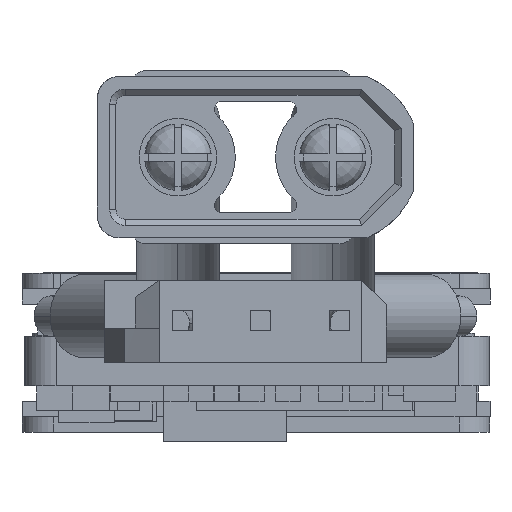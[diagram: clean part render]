
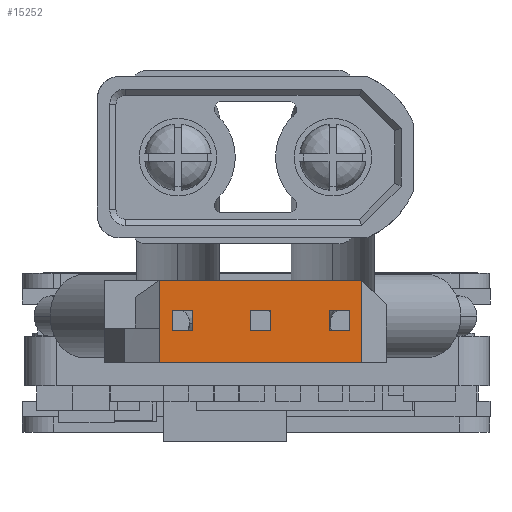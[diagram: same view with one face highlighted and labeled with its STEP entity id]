
A CAD part, front view. The second image highlights one B-rep face of the part: STEP entity #15252.
In plain terms, the highlighted face is planar.
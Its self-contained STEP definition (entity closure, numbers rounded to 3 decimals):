
#14272=DIRECTION('',(0.,-1.,0.));
#14273=VECTOR('',#14272,6.51);
#14274=CARTESIAN_POINT('',(2.65,8.31,14.));
#14275=LINE('',#14274,#14273);
#14368=DIRECTION('',(0.,-1.,0.));
#14369=VECTOR('',#14368,6.51);
#14370=CARTESIAN_POINT('',(0.,8.31,14.));
#14371=LINE('',#14370,#14369);
#14376=DIRECTION('',(-1.,0.,0.));
#14377=VECTOR('',#14376,1.1);
#14378=CARTESIAN_POINT('',(2.65,1.8,14.));
#14379=LINE('',#14378,#14377);
#14436=DIRECTION('',(-1.,0.,0.));
#14437=VECTOR('',#14436,1.55);
#14438=CARTESIAN_POINT('',(1.55,1.8,14.));
#14439=LINE('',#14438,#14437);
#14468=DIRECTION('',(1.,0.,0.));
#14469=VECTOR('',#14468,2.65);
#14470=CARTESIAN_POINT('',(0.,8.31,14.));
#14471=LINE('',#14470,#14469);
#14484=DIRECTION('',(0.,-1.,0.));
#14485=VECTOR('',#14484,0.65);
#14486=CARTESIAN_POINT('',(0.97,2.84,14.));
#14487=LINE('',#14486,#14485);
#14504=DIRECTION('',(-1.,0.,0.));
#14505=VECTOR('',#14504,0.65);
#14506=CARTESIAN_POINT('',(1.62,2.84,14.));
#14507=LINE('',#14506,#14505);
#14516=DIRECTION('',(0.,1.,0.));
#14517=VECTOR('',#14516,0.65);
#14518=CARTESIAN_POINT('',(1.62,2.19,14.));
#14519=LINE('',#14518,#14517);
#14528=DIRECTION('',(1.,0.,0.));
#14529=VECTOR('',#14528,0.65);
#14530=CARTESIAN_POINT('',(0.97,2.19,14.));
#14531=LINE('',#14530,#14529);
#14620=DIRECTION('',(1.,0.,0.));
#14621=VECTOR('',#14620,0.65);
#14622=CARTESIAN_POINT('',(0.97,4.73,14.));
#14623=LINE('',#14622,#14621);
#14644=DIRECTION('',(0.,1.,0.));
#14645=VECTOR('',#14644,0.65);
#14646=CARTESIAN_POINT('',(1.62,4.73,14.));
#14647=LINE('',#14646,#14645);
#14656=DIRECTION('',(-1.,0.,0.));
#14657=VECTOR('',#14656,0.65);
#14658=CARTESIAN_POINT('',(1.62,5.38,14.));
#14659=LINE('',#14658,#14657);
#14672=DIRECTION('',(1.,0.,0.));
#14673=VECTOR('',#14672,0.65);
#14674=CARTESIAN_POINT('',(0.97,7.27,14.));
#14675=LINE('',#14674,#14673);
#14688=DIRECTION('',(0.,1.,0.));
#14689=VECTOR('',#14688,0.65);
#14690=CARTESIAN_POINT('',(1.62,7.27,14.));
#14691=LINE('',#14690,#14689);
#14716=DIRECTION('',(-1.,0.,0.));
#14717=VECTOR('',#14716,0.65);
#14718=CARTESIAN_POINT('',(1.62,7.92,14.));
#14719=LINE('',#14718,#14717);
#14856=DIRECTION('',(0.,-1.,0.));
#14857=VECTOR('',#14856,0.65);
#14858=CARTESIAN_POINT('',(0.97,7.92,14.));
#14859=LINE('',#14858,#14857);
#14864=DIRECTION('',(0.,-1.,0.));
#14865=VECTOR('',#14864,0.65);
#14866=CARTESIAN_POINT('',(0.97,5.38,14.));
#14867=LINE('',#14866,#14865);
#14913=CARTESIAN_POINT('',(0.97,2.19,14.));
#14914=CARTESIAN_POINT('',(1.62,2.19,14.));
#14915=VERTEX_POINT('',#14913);
#14916=VERTEX_POINT('',#14914);
#14934=CARTESIAN_POINT('',(0.97,4.73,14.));
#14936=VERTEX_POINT('',#14934);
#15007=CARTESIAN_POINT('',(1.62,2.84,14.));
#15008=CARTESIAN_POINT('',(0.97,2.84,14.));
#15009=VERTEX_POINT('',#15007);
#15010=VERTEX_POINT('',#15008);
#15055=CARTESIAN_POINT('',(1.55,1.8,14.));
#15056=VERTEX_POINT('',#15055);
#15057=CARTESIAN_POINT('',(1.62,7.92,14.));
#15058=CARTESIAN_POINT('',(0.97,7.92,14.));
#15059=VERTEX_POINT('',#15057);
#15060=VERTEX_POINT('',#15058);
#15075=CARTESIAN_POINT('',(1.62,4.73,14.));
#15076=VERTEX_POINT('',#15075);
#15078=CARTESIAN_POINT('',(0.,8.31,14.));
#15080=VERTEX_POINT('',#15078);
#15082=CARTESIAN_POINT('',(0.97,5.38,14.));
#15084=VERTEX_POINT('',#15082);
#15087=CARTESIAN_POINT('',(2.65,8.31,14.));
#15088=CARTESIAN_POINT('',(2.65,1.8,14.));
#15089=VERTEX_POINT('',#15087);
#15090=VERTEX_POINT('',#15088);
#15091=CARTESIAN_POINT('',(0.,1.8,14.));
#15092=VERTEX_POINT('',#15091);
#15113=CARTESIAN_POINT('',(0.97,7.27,14.));
#15114=VERTEX_POINT('',#15113);
#15115=CARTESIAN_POINT('',(1.62,5.38,14.));
#15116=VERTEX_POINT('',#15115);
#15117=CARTESIAN_POINT('',(1.62,7.27,14.));
#15118=VERTEX_POINT('',#15117);
#15206=CARTESIAN_POINT('',(2.65,0.,14.));
#15207=DIRECTION('',(0.,0.,1.));
#15208=DIRECTION('',(1.,0.,0.));
#15209=AXIS2_PLACEMENT_3D('',#15206,#15207,#15208);
#15210=PLANE('',#15209);
#15212=ORIENTED_EDGE('',*,*,#15211,.T.);
#15214=ORIENTED_EDGE('',*,*,#15213,.T.);
#15216=ORIENTED_EDGE('',*,*,#15215,.F.);
#15218=ORIENTED_EDGE('',*,*,#15217,.T.);
#15219=ORIENTED_EDGE('',*,*,#15148,.T.);
#15220=EDGE_LOOP('',(#15212,#15214,#15216,#15218,#15219));
#15221=FACE_OUTER_BOUND('',#15220,.F.);
#15223=ORIENTED_EDGE('',*,*,#15222,.T.);
#15225=ORIENTED_EDGE('',*,*,#15224,.T.);
#15227=ORIENTED_EDGE('',*,*,#15226,.T.);
#15229=ORIENTED_EDGE('',*,*,#15228,.T.);
#15230=EDGE_LOOP('',(#15223,#15225,#15227,#15229));
#15231=FACE_BOUND('',#15230,.F.);
#15233=ORIENTED_EDGE('',*,*,#15232,.T.);
#15235=ORIENTED_EDGE('',*,*,#15234,.T.);
#15237=ORIENTED_EDGE('',*,*,#15236,.T.);
#15239=ORIENTED_EDGE('',*,*,#15238,.T.);
#15240=EDGE_LOOP('',(#15233,#15235,#15237,#15239));
#15241=FACE_BOUND('',#15240,.F.);
#15243=ORIENTED_EDGE('',*,*,#15242,.T.);
#15245=ORIENTED_EDGE('',*,*,#15244,.T.);
#15247=ORIENTED_EDGE('',*,*,#15246,.T.);
#15249=ORIENTED_EDGE('',*,*,#15248,.T.);
#15250=EDGE_LOOP('',(#15243,#15245,#15247,#15249));
#15251=FACE_BOUND('',#15250,.F.);
#15252=ADVANCED_FACE('',(#15221,#15231,#15241,#15251),#15210,.T.);
#15148=EDGE_CURVE('',#15089,#15090,#14275,.T.);
#15211=EDGE_CURVE('',#15090,#15056,#14379,.T.);
#15213=EDGE_CURVE('',#15056,#15092,#14439,.T.);
#15215=EDGE_CURVE('',#15080,#15092,#14371,.T.);
#15217=EDGE_CURVE('',#15080,#15089,#14471,.T.);
#15222=EDGE_CURVE('',#14916,#15009,#14519,.T.);
#15224=EDGE_CURVE('',#15009,#15010,#14507,.T.);
#15226=EDGE_CURVE('',#15010,#14915,#14487,.T.);
#15228=EDGE_CURVE('',#14915,#14916,#14531,.T.);
#15232=EDGE_CURVE('',#15076,#15116,#14647,.T.);
#15234=EDGE_CURVE('',#15116,#15084,#14659,.T.);
#15236=EDGE_CURVE('',#15084,#14936,#14867,.T.);
#15238=EDGE_CURVE('',#14936,#15076,#14623,.T.);
#15242=EDGE_CURVE('',#15114,#15118,#14675,.T.);
#15244=EDGE_CURVE('',#15118,#15059,#14691,.T.);
#15246=EDGE_CURVE('',#15059,#15060,#14719,.T.);
#15248=EDGE_CURVE('',#15060,#15114,#14859,.T.);
